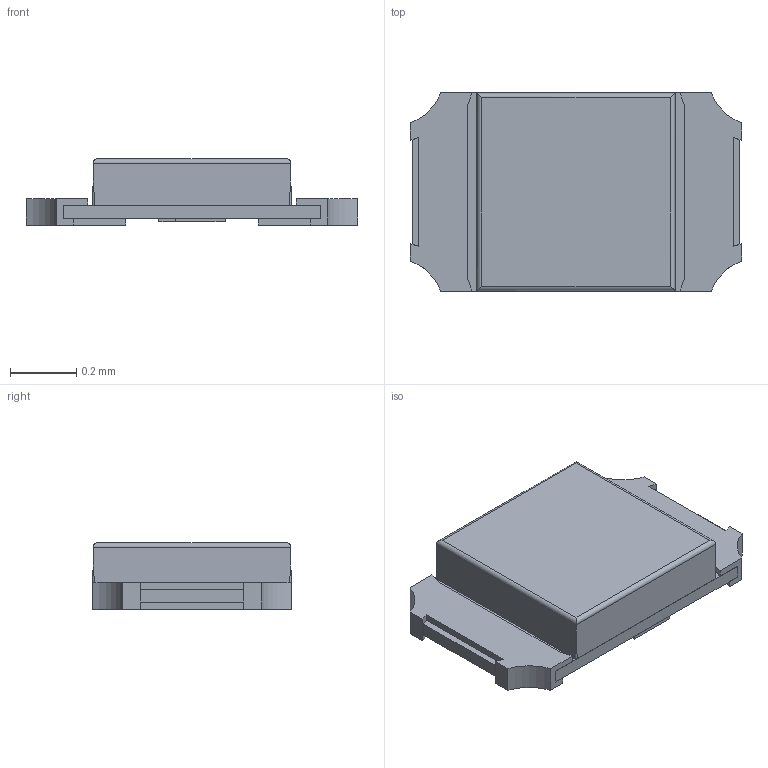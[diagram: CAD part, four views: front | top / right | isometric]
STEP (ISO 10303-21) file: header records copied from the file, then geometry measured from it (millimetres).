
FILE_DESCRIPTION (( 'STEP AP214' ), '1' );
FILE_NAME ('led_0402_gren.STEP', '2021-02-25T08:34:16', ( '' ), ( '' ), 'SwSTEP 2.0', 'SolidWorks 2020', '' );
FILE_SCHEMA (( 'AUTOMOTIVE_DESIGN' ));
Length unit declared in the file: millimetre
Products named in the file (8): User Library-LED_1006_R_Rot.STEP.STEP; User Library-LED_1006_R_Pad001.STEP.STEP; led_0402_green.STEP.STEP; User Library-LED_1006_R_Cut005_(Mirror_#1).STEP.STEP; User Library-LED_1006_R_Cut005.STEP.STEP; led_0402_gren.STEP; led_0402_gren; User Library-LED_1006_R_Cut006.STEP.STEP
Assembly tree (7 placements, depth 4):
  led_0402_gren
    led_0402_gren.STEP
      led_0402_green.STEP.STEP
        User Library-LED_1006_R_Rot.STEP.STEP
        User Library-LED_1006_R_Cut006.STEP.STEP
        User Library-LED_1006_R_Cut005.STEP.STEP
        User Library-LED_1006_R_Cut005_(Mirror_#1).STEP.STEP
        User Library-LED_1006_R_Pad001.STEP.STEP
Bounding box: 1 x 0.6 x 0.2 mm (x, y, z)
Volume: 0.1 mm3; surface area: 3.6 mm2
Topology: 5 solids, 5 shells, 86 faces, 236 edges, 152 vertices
Faces by surface type: plane 54, cylinder 32
Entity records: 3053 total; most frequent: CARTESIAN_POINT 494, DIRECTION 484, ORIENTED_EDGE 464, EDGE_CURVE 232, LINE 168, VECTOR 168, AXIS2_PLACEMENT_3D 158, VERTEX_POINT 152
